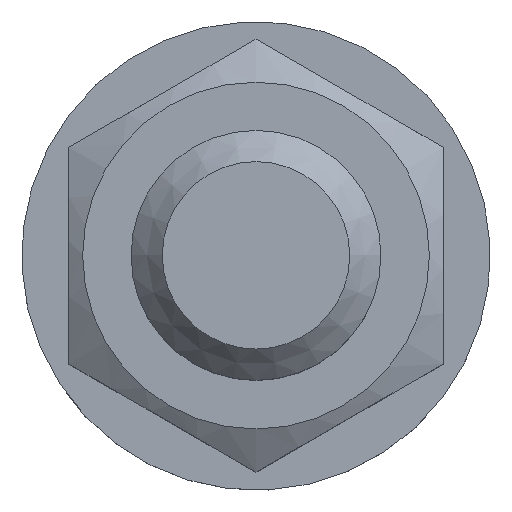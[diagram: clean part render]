
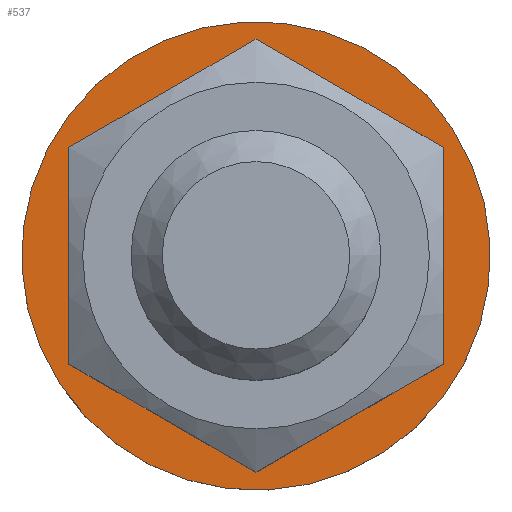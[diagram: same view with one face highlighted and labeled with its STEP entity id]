
A CAD part, top view. The second image highlights one B-rep face of the part: STEP entity #537.
In plain terms, the highlighted planar face has unit normal (0, 0, 1).
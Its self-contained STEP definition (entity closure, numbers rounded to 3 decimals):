
#230=CARTESIAN_POINT('',(0.,11.1,198.0));
#231=VERTEX_POINT('',#230);
#232=CARTESIAN_POINT('',(0.0,0.0,198.0));
#233=DIRECTION('',(0.0,0.0,-1.0));
#234=DIRECTION('',(0.0,1.0,0.0));
#235=AXIS2_PLACEMENT_3D('',#232,#233,#234);
#236=CIRCLE('',#235,11.1);
#237=EDGE_CURVE('',#231,#231,#236,.T.);
#502=CARTESIAN_POINT('',(14.61,3.398,198.0));
#503=VERTEX_POINT('',#502);
#504=CARTESIAN_POINT('',(0.0,0.0,198.0));
#505=DIRECTION('',(0.0,0.0,1.0));
#506=DIRECTION('',(-0.974,-0.227,0.0));
#507=AXIS2_PLACEMENT_3D('',#504,#505,#506);
#508=CIRCLE('',#507,15.0);
#509=EDGE_CURVE('',#503,#503,#508,.T.);
#526=CARTESIAN_POINT('',(0.0,0.0,198.0));
#527=DIRECTION('',(0.0,0.0,1.0));
#528=DIRECTION('',(-0.974,-0.227,0.0));
#529=AXIS2_PLACEMENT_3D('',#526,#527,#528);
#530=PLANE('',#529);
#531=ORIENTED_EDGE('',*,*,#509,.T.);
#532=EDGE_LOOP('',(#531));
#533=FACE_OUTER_BOUND('',#532,.T.);
#534=ORIENTED_EDGE('',*,*,#237,.T.);
#535=EDGE_LOOP('',(#534));
#536=FACE_BOUND('',#535,.T.);
#537=ADVANCED_FACE('',(#533,#536),#530,.T.);
